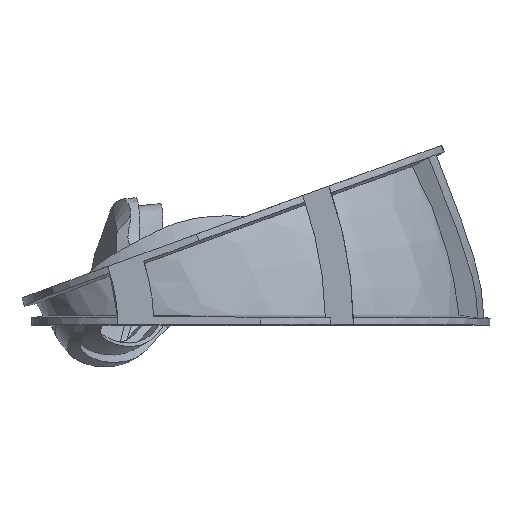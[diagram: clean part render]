
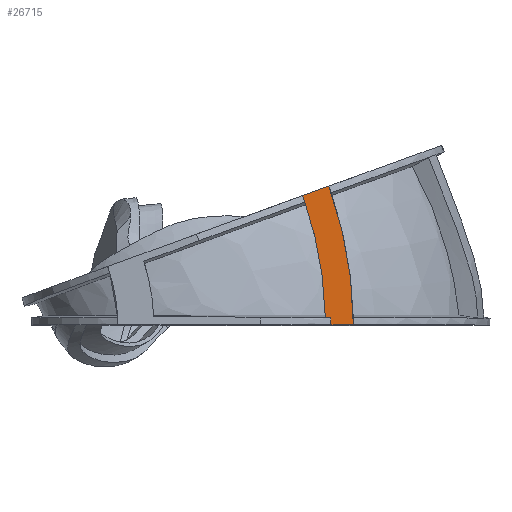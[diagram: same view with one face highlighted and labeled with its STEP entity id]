
A CAD part, top view. The second image highlights one B-rep face of the part: STEP entity #26715.
In plain terms, the highlighted planar face has unit normal (0, 0, 1).
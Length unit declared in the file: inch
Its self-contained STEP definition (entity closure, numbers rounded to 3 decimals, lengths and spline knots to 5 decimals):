
#259=CARTESIAN_POINT('',(75.98107,1.69631,48.5));
#260=CARTESIAN_POINT('',(76.16495,1.68452,48.5));
#261=CARTESIAN_POINT('',(76.53339,1.66074,48.5));
#262=CARTESIAN_POINT('',(76.9032,1.63654,48.5));
#263=CARTESIAN_POINT('',(77.08845,1.62433,48.5));
#600=CARTESIAN_POINT('',(77.08845,0.25,48.5));
#5052=DIRECTION('',(0.,-1.,0.));
#5053=VECTOR('',#5052,1.37433);
#5054=CARTESIAN_POINT('',(77.08845,1.62433,48.5));
#5055=LINE('',#5054,#5053);
#5472=CARTESIAN_POINT('',(0.,0.,48.5));
#5473=DIRECTION('',(0.,0.,-1.));
#5474=DIRECTION('',(0.941,0.339,0.));
#5475=AXIS2_PLACEMENT_3D('',#5472,#5473,#5474);
#5477=DIRECTION('',(-0.94,-0.342,0.));
#5478=VECTOR('',#5477,5.50003);
#5479=CARTESIAN_POINT('',(76.67009,27.63959,48.5));
#5480=LINE('',#5479,#5478);
#5481=CARTESIAN_POINT('',(0.,0.,48.5));
#5482=DIRECTION('',(0.,0.,1.));
#5483=DIRECTION('',(1.,0.003,0.));
#5484=AXIS2_PLACEMENT_3D('',#5481,#5482,#5483);
#5486=DIRECTION('',(1.,0.,0.));
#5487=VECTOR('',#5486,4.41117);
#5488=CARTESIAN_POINT('',(77.08845,0.25,48.5));
#5489=LINE('',#5488,#5487);
#5863=CARTESIAN_POINT('',(81.49962,0.25,48.5));
#5864=CARTESIAN_POINT('',(76.67009,27.63959,48.5));
#5865=VERTEX_POINT('',#5863);
#5866=VERTEX_POINT('',#5864);
#5867=CARTESIAN_POINT('',(71.50176,25.75847,48.5));
#5868=VERTEX_POINT('',#5867);
#5883=VERTEX_POINT('',#600);
#5925=CARTESIAN_POINT('',(77.08845,1.62433,48.5));
#5926=VERTEX_POINT('',#5925);
#5927=CARTESIAN_POINT('',(75.98107,1.69631,48.5));
#5928=VERTEX_POINT('',#5927);
#26701=CARTESIAN_POINT('',(0.,0.,48.5));
#26702=DIRECTION('',(0.,0.,1.));
#26703=DIRECTION('',(1.,0.,0.));
#26704=AXIS2_PLACEMENT_3D('',#26701,#26702,#26703);
#26705=PLANE('',#26704);
#26706=ORIENTED_EDGE('',*,*,#25568,.F.);
#26707=ORIENTED_EDGE('',*,*,#9256,.F.);
#26708=ORIENTED_EDGE('',*,*,#26695,.F.);
#26709=ORIENTED_EDGE('',*,*,#12352,.F.);
#26711=ORIENTED_EDGE('',*,*,#26710,.F.);
#26712=ORIENTED_EDGE('',*,*,#10491,.F.);
#26713=EDGE_LOOP('',(#26706,#26707,#26708,#26709,#26711,#26712));
#26714=FACE_OUTER_BOUND('',#26713,.F.);
#26715=ADVANCED_FACE('',(#26714),#26705,.T.);
#264=B_SPLINE_CURVE_WITH_KNOTS('',3,(#259,#260,#261,#262,#263),.UNSPECIFIED.,
.F.,.F.,(4,1,4),(0.,0.5,1.),.UNSPECIFIED.);
#5476=CIRCLE('',#5475,76.);
#5485=CIRCLE('',#5484,81.5);
#9256=EDGE_CURVE('',#5928,#5926,#264,.T.);
#10491=EDGE_CURVE('',#5883,#5865,#5489,.T.);
#12352=EDGE_CURVE('',#5866,#5868,#5480,.T.);
#25568=EDGE_CURVE('',#5926,#5883,#5055,.T.);
#26695=EDGE_CURVE('',#5868,#5928,#5476,.T.);
#26710=EDGE_CURVE('',#5865,#5866,#5485,.T.);
